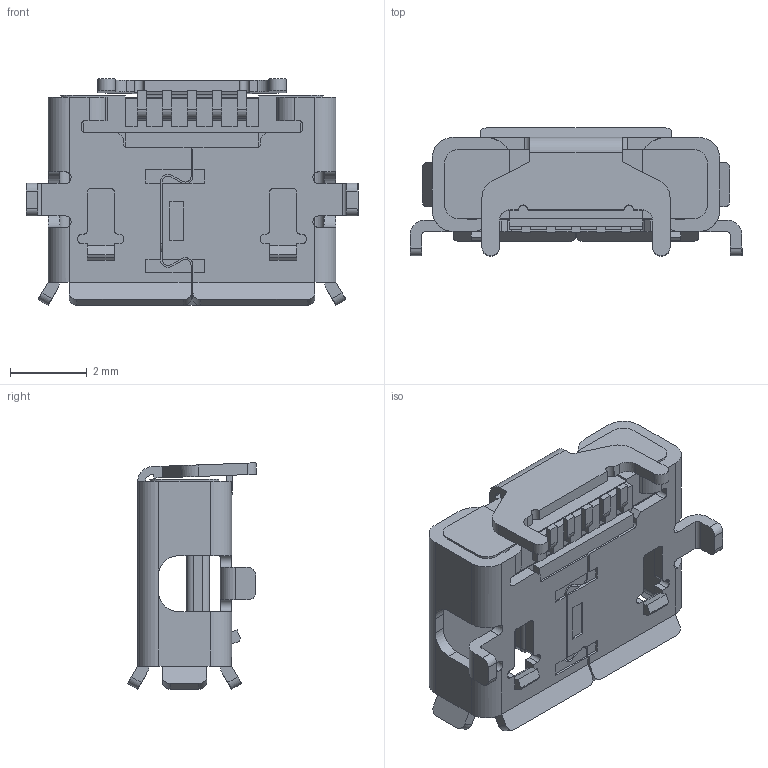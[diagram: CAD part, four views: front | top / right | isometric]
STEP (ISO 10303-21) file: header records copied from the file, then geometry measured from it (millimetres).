
FILE_DESCRIPTION(/* description */ (''),/* implementation_level */ '2;1');
FILE_NAME(/* name */ 'cn13_ipt_9db198fe.STEP',/* time_stamp */ '2021-11-25T10:11:55-03:00',/* author */ ('Gabriel'),/* organization */ (''),/* preprocessor_version */ 'ST-DEVELOPER v18.1',/* originating_system */ 'Autodesk Inventor 2020',/* authorisation */ '');
FILE_SCHEMA (('AUTOMOTIVE_DESIGN { 1 0 10303 214 3 1 1 }'));
Length unit declared in the file: millimetre
Products named in the file (1): cn13
Bounding box: 8.65 x 3.36 x 5.9 mm (x, y, z)
Volume: 48.9 mm3; surface area: 269.1 mm2
Topology: 7 solids, 7 shells, 489 faces, 1346 edges, 882 vertices
Faces by surface type: plane 354, cylinder 129, bspline 6
Entity records: 15703 total; most frequent: CARTESIAN_POINT 2975, ORIENTED_EDGE 2692, DIRECTION 2565, EDGE_CURVE 1346, LINE 1055, VECTOR 1055, VERTEX_POINT 882, AXIS2_PLACEMENT_3D 755
